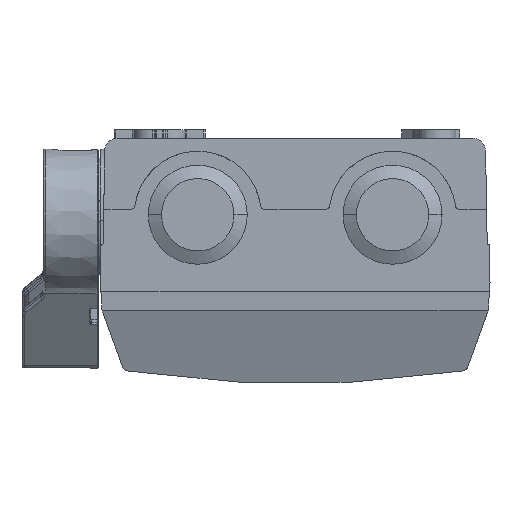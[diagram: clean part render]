
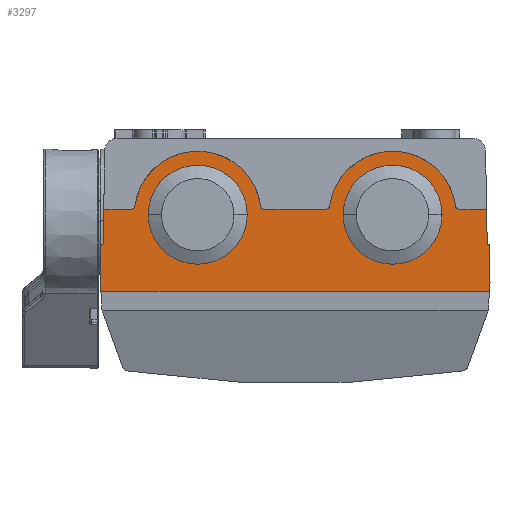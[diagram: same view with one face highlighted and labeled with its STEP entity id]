
A CAD part, front view. The second image highlights one B-rep face of the part: STEP entity #3297.
In plain terms, the highlighted planar face has unit normal (0, -1, 0).
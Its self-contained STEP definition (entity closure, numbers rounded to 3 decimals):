
#14=CARTESIAN_POINT('',(23.055,0.,16.031));
#15=DIRECTION('',(0.,-1.,0.));
#16=DIRECTION('',(0.99,0.,0.141));
#17=AXIS2_PLACEMENT_3D('',#14,#15,#16);
#19=DIRECTION('',(1.,0.,0.));
#20=VECTOR('',#19,14.318);
#21=CARTESIAN_POINT('',(38.896,0.,17.281));
#22=LINE('',#21,#20);
#23=CARTESIAN_POINT('',(69.055,0.,16.031));
#24=DIRECTION('',(0.,-1.,0.));
#25=DIRECTION('',(0.99,0.,0.141));
#26=AXIS2_PLACEMENT_3D('',#23,#24,#25);
#28=CARTESIAN_POINT('',(91.496,0.,9.18));
#29=DIRECTION('',(0.,-1.,0.));
#30=DIRECTION('',(-1.,0.,-0.017));
#31=AXIS2_PLACEMENT_3D('',#28,#29,#30);
#33=DIRECTION('',(1.,0.,0.));
#34=VECTOR('',#33,0.205);
#35=CARTESIAN_POINT('',(91.496,0.,9.08));
#36=LINE('',#35,#34);
#37=CARTESIAN_POINT('',(91.701,0.,8.88));
#38=DIRECTION('',(0.,1.,0.));
#39=DIRECTION('',(0.,0.,1.));
#40=AXIS2_PLACEMENT_3D('',#37,#38,#39);
#42=CARTESIAN_POINT('',(91.701,0.,8.88));
#43=DIRECTION('',(0.,1.,0.));
#44=DIRECTION('',(0.701,0.,0.713));
#45=AXIS2_PLACEMENT_3D('',#42,#43,#44);
#47=DIRECTION('',(-0.061,0.,-0.998));
#48=VECTOR('',#47,2.21);
#49=CARTESIAN_POINT('',(92.055,0.,0.08));
#50=LINE('',#49,#48);
#51=DIRECTION('',(-1.,0.,0.));
#52=VECTOR('',#51,91.73);
#53=CARTESIAN_POINT('',(91.92,0.,-2.126));
#54=LINE('',#53,#52);
#55=DIRECTION('',(-0.061,0.,0.998));
#56=VECTOR('',#55,2.21);
#57=CARTESIAN_POINT('',(0.19,0.,-2.126));
#58=LINE('',#57,#56);
#59=DIRECTION('',(1.,0.,0.));
#60=VECTOR('',#59,0.205);
#61=CARTESIAN_POINT('',(0.408,0.,9.08));
#62=LINE('',#61,#60);
#63=CARTESIAN_POINT('',(0.613,0.,9.18));
#64=DIRECTION('',(0.,-1.,0.));
#65=DIRECTION('',(0.,0.,-1.));
#66=AXIS2_PLACEMENT_3D('',#63,#64,#65);
#68=CARTESIAN_POINT('',(23.055,0.,16.031));
#69=DIRECTION('',(0.,-1.,0.));
#70=DIRECTION('',(1.,0.,0.));
#71=AXIS2_PLACEMENT_3D('',#68,#69,#70);
#73=CARTESIAN_POINT('',(23.055,0.,16.031));
#74=DIRECTION('',(0.,-1.,0.));
#75=DIRECTION('',(-1.,0.,0.));
#76=AXIS2_PLACEMENT_3D('',#73,#74,#75);
#78=CARTESIAN_POINT('',(69.055,0.,16.031));
#79=DIRECTION('',(0.,-1.,0.));
#80=DIRECTION('',(1.,0.,0.));
#81=AXIS2_PLACEMENT_3D('',#78,#79,#80);
#83=CARTESIAN_POINT('',(69.055,0.,16.031));
#84=DIRECTION('',(0.,-1.,0.));
#85=DIRECTION('',(-1.,0.,0.));
#86=AXIS2_PLACEMENT_3D('',#83,#84,#85);
#100=CARTESIAN_POINT('',(7.214,0.,18.281));
#101=DIRECTION('',(0.,1.,0.));
#102=DIRECTION('',(0.99,0.,-0.141));
#103=AXIS2_PLACEMENT_3D('',#100,#101,#102);
#1523=DIRECTION('',(-0.017,0.,-1.));
#1524=VECTOR('',#1523,8.103);
#1525=CARTESIAN_POINT('',(0.855,0.,17.281));
#1526=LINE('',#1525,#1524);
#1603=DIRECTION('',(-1.,0.,0.));
#1604=VECTOR('',#1603,6.359);
#1605=CARTESIAN_POINT('',(7.214,0.,17.281));
#1606=LINE('',#1605,#1604);
#1643=DIRECTION('',(-0.017,0.,-1.));
#1644=VECTOR('',#1643,8.805);
#1645=CARTESIAN_POINT('',(0.208,0.,8.884));
#1646=LINE('',#1645,#1644);
#1782=DIRECTION('',(-0.017,0.,1.));
#1783=VECTOR('',#1782,8.805);
#1784=CARTESIAN_POINT('',(92.055,0.,0.08));
#1785=LINE('',#1784,#1783);
#1984=DIRECTION('',(-0.017,0.,1.));
#1985=VECTOR('',#1984,8.103);
#1986=CARTESIAN_POINT('',(91.396,0.,9.179));
#1987=LINE('',#1986,#1985);
#2024=DIRECTION('',(-1.,0.,0.));
#2025=VECTOR('',#2024,6.359);
#2026=CARTESIAN_POINT('',(91.254,0.,17.281));
#2027=LINE('',#2026,#2025);
#2044=CARTESIAN_POINT('',(84.896,0.,18.281));
#2045=DIRECTION('',(0.,1.,0.));
#2046=DIRECTION('',(0.,0.,-1.));
#2047=AXIS2_PLACEMENT_3D('',#2044,#2045,#2046);
#2069=CARTESIAN_POINT('',(53.214,0.,18.281));
#2070=DIRECTION('',(0.,1.,0.));
#2071=DIRECTION('',(0.99,0.,-0.141));
#2072=AXIS2_PLACEMENT_3D('',#2069,#2070,#2071);
#2094=CARTESIAN_POINT('',(38.896,0.,18.281));
#2095=DIRECTION('',(0.,1.,0.));
#2096=DIRECTION('',(0.,0.,-1.));
#2097=AXIS2_PLACEMENT_3D('',#2094,#2095,#2096);
#2152=CARTESIAN_POINT('',(0.408,0.,8.88));
#2153=DIRECTION('',(0.,-1.,0.));
#2154=DIRECTION('',(0.,0.,1.));
#2155=AXIS2_PLACEMENT_3D('',#2152,#2153,#2154);
#2639=CARTESIAN_POINT('',(91.396,0.,9.179));
#2640=CARTESIAN_POINT('',(91.496,0.,9.08));
#2641=VERTEX_POINT('',#2639);
#2642=VERTEX_POINT('',#2640);
#2643=CARTESIAN_POINT('',(91.701,0.,9.08));
#2644=VERTEX_POINT('',#2643);
#2645=CARTESIAN_POINT('',(91.841,0.,9.023));
#2646=VERTEX_POINT('',#2645);
#2647=CARTESIAN_POINT('',(91.901,0.,8.884));
#2648=VERTEX_POINT('',#2647);
#2649=CARTESIAN_POINT('',(0.408,0.,9.08));
#2650=CARTESIAN_POINT('',(0.613,0.,9.08));
#2651=VERTEX_POINT('',#2649);
#2652=VERTEX_POINT('',#2650);
#2653=CARTESIAN_POINT('',(0.713,0.,9.179));
#2654=VERTEX_POINT('',#2653);
#2695=CARTESIAN_POINT('',(0.055,0.,0.08));
#2696=VERTEX_POINT('',#2695);
#2697=CARTESIAN_POINT('',(0.208,0.,8.884));
#2699=VERTEX_POINT('',#2697);
#2769=CARTESIAN_POINT('',(91.92,0.,-2.126));
#2770=CARTESIAN_POINT('',(0.19,0.,-2.126));
#2771=VERTEX_POINT('',#2769);
#2772=VERTEX_POINT('',#2770);
#2807=CARTESIAN_POINT('',(92.055,0.,0.08));
#2808=VERTEX_POINT('',#2807);
#2825=CARTESIAN_POINT('',(37.906,0.,18.14));
#2826=CARTESIAN_POINT('',(8.204,0.,18.14));
#2827=VERTEX_POINT('',#2825);
#2828=VERTEX_POINT('',#2826);
#2829=CARTESIAN_POINT('',(38.896,0.,17.281));
#2830=CARTESIAN_POINT('',(53.214,0.,17.281));
#2831=VERTEX_POINT('',#2829);
#2832=VERTEX_POINT('',#2830);
#2833=CARTESIAN_POINT('',(83.906,0.,18.14));
#2834=CARTESIAN_POINT('',(54.204,0.,18.14));
#2835=VERTEX_POINT('',#2833);
#2836=VERTEX_POINT('',#2834);
#2837=CARTESIAN_POINT('',(91.254,0.,17.281));
#2839=VERTEX_POINT('',#2837);
#2843=CARTESIAN_POINT('',(0.855,0.,17.281));
#2845=VERTEX_POINT('',#2843);
#2850=CARTESIAN_POINT('',(7.214,0.,17.281));
#2852=VERTEX_POINT('',#2850);
#2854=CARTESIAN_POINT('',(84.896,0.,17.281));
#2856=VERTEX_POINT('',#2854);
#3112=CARTESIAN_POINT('',(34.743,0.,16.031));
#3113=CARTESIAN_POINT('',(11.366,0.,16.031));
#3114=VERTEX_POINT('',#3112);
#3115=VERTEX_POINT('',#3113);
#3116=CARTESIAN_POINT('',(80.743,0.,16.031));
#3117=CARTESIAN_POINT('',(57.366,0.,16.031));
#3118=VERTEX_POINT('',#3116);
#3119=VERTEX_POINT('',#3117);
#3232=CARTESIAN_POINT('',(0.,0.,0.));
#3233=DIRECTION('',(0.,1.,0.));
#3234=DIRECTION('',(-1.,0.,0.));
#3235=AXIS2_PLACEMENT_3D('',#3232,#3233,#3234);
#3236=PLANE('',#3235);
#3238=ORIENTED_EDGE('',*,*,#3237,.F.);
#3240=ORIENTED_EDGE('',*,*,#3239,.F.);
#3242=ORIENTED_EDGE('',*,*,#3241,.F.);
#3244=ORIENTED_EDGE('',*,*,#3243,.T.);
#3246=ORIENTED_EDGE('',*,*,#3245,.F.);
#3248=ORIENTED_EDGE('',*,*,#3247,.F.);
#3250=ORIENTED_EDGE('',*,*,#3249,.F.);
#3252=ORIENTED_EDGE('',*,*,#3251,.F.);
#3254=ORIENTED_EDGE('',*,*,#3253,.F.);
#3256=ORIENTED_EDGE('',*,*,#3255,.T.);
#3258=ORIENTED_EDGE('',*,*,#3257,.T.);
#3260=ORIENTED_EDGE('',*,*,#3259,.T.);
#3262=ORIENTED_EDGE('',*,*,#3261,.T.);
#3264=ORIENTED_EDGE('',*,*,#3263,.F.);
#3266=ORIENTED_EDGE('',*,*,#3265,.T.);
#3268=ORIENTED_EDGE('',*,*,#3267,.T.);
#3270=ORIENTED_EDGE('',*,*,#3269,.T.);
#3272=ORIENTED_EDGE('',*,*,#3271,.F.);
#3274=ORIENTED_EDGE('',*,*,#3273,.F.);
#3276=ORIENTED_EDGE('',*,*,#3275,.T.);
#3278=ORIENTED_EDGE('',*,*,#3277,.T.);
#3280=ORIENTED_EDGE('',*,*,#3279,.F.);
#3282=ORIENTED_EDGE('',*,*,#3281,.F.);
#3283=EDGE_LOOP('',(#3238,#3240,#3242,#3244,#3246,#3248,#3250,#3252,#3254,#3256,
#3258,#3260,#3262,#3264,#3266,#3268,#3270,#3272,#3274,#3276,#3278,#3280,#3282));
#3284=FACE_OUTER_BOUND('',#3283,.F.);
#3286=ORIENTED_EDGE('',*,*,#3285,.T.);
#3288=ORIENTED_EDGE('',*,*,#3287,.T.);
#3289=EDGE_LOOP('',(#3286,#3288));
#3290=FACE_BOUND('',#3289,.F.);
#3292=ORIENTED_EDGE('',*,*,#3291,.T.);
#3294=ORIENTED_EDGE('',*,*,#3293,.T.);
#3295=EDGE_LOOP('',(#3292,#3294));
#3296=FACE_BOUND('',#3295,.F.);
#3297=ADVANCED_FACE('',(#3284,#3290,#3296),#3236,.F.);
#18=CIRCLE('',#17,15.);
#27=CIRCLE('',#26,15.);
#32=CIRCLE('',#31,0.1);
#41=CIRCLE('',#40,0.2);
#46=CIRCLE('',#45,0.2);
#67=CIRCLE('',#66,0.1);
#72=CIRCLE('',#71,11.688);
#77=CIRCLE('',#76,11.688);
#82=CIRCLE('',#81,11.688);
#87=CIRCLE('',#86,11.688);
#104=CIRCLE('',#103,1.);
#2048=CIRCLE('',#2047,1.);
#2073=CIRCLE('',#2072,1.);
#2098=CIRCLE('',#2097,1.);
#2156=CIRCLE('',#2155,0.2);
#3237=EDGE_CURVE('',#2828,#2852,#104,.T.);
#3239=EDGE_CURVE('',#2827,#2828,#18,.T.);
#3241=EDGE_CURVE('',#2831,#2827,#2098,.T.);
#3243=EDGE_CURVE('',#2831,#2832,#22,.T.);
#3245=EDGE_CURVE('',#2836,#2832,#2073,.T.);
#3247=EDGE_CURVE('',#2835,#2836,#27,.T.);
#3249=EDGE_CURVE('',#2856,#2835,#2048,.T.);
#3251=EDGE_CURVE('',#2839,#2856,#2027,.T.);
#3253=EDGE_CURVE('',#2641,#2839,#1987,.T.);
#3255=EDGE_CURVE('',#2641,#2642,#32,.T.);
#3257=EDGE_CURVE('',#2642,#2644,#36,.T.);
#3259=EDGE_CURVE('',#2644,#2646,#41,.T.);
#3261=EDGE_CURVE('',#2646,#2648,#46,.T.);
#3263=EDGE_CURVE('',#2808,#2648,#1785,.T.);
#3265=EDGE_CURVE('',#2808,#2771,#50,.T.);
#3267=EDGE_CURVE('',#2771,#2772,#54,.T.);
#3269=EDGE_CURVE('',#2772,#2696,#58,.T.);
#3271=EDGE_CURVE('',#2699,#2696,#1646,.T.);
#3273=EDGE_CURVE('',#2651,#2699,#2156,.T.);
#3275=EDGE_CURVE('',#2651,#2652,#62,.T.);
#3277=EDGE_CURVE('',#2652,#2654,#67,.T.);
#3279=EDGE_CURVE('',#2845,#2654,#1526,.T.);
#3281=EDGE_CURVE('',#2852,#2845,#1606,.T.);
#3285=EDGE_CURVE('',#3114,#3115,#72,.T.);
#3287=EDGE_CURVE('',#3115,#3114,#77,.T.);
#3291=EDGE_CURVE('',#3118,#3119,#82,.T.);
#3293=EDGE_CURVE('',#3119,#3118,#87,.T.);
